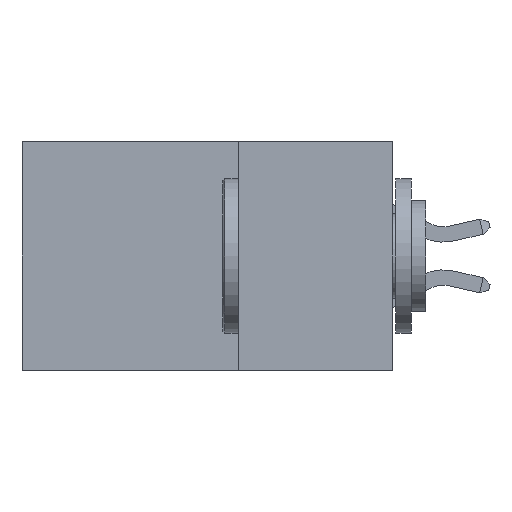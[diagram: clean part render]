
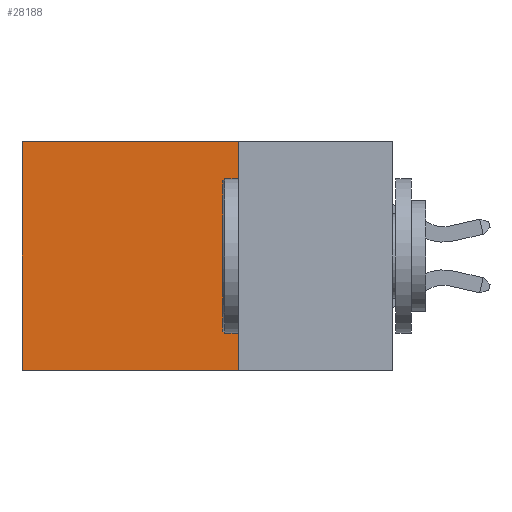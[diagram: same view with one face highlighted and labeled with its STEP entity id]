
A CAD part, left-side view. The second image highlights one B-rep face of the part: STEP entity #28188.
In plain terms, the highlighted planar face has unit normal (-1, 0, 0).
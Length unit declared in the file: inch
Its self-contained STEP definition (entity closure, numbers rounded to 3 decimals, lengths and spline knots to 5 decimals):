
#2235 = ORIENTED_EDGE ( 'NONE', *, *, #18250, .T. ) ;
#5124 = EDGE_LOOP ( 'NONE', ( #2235, #17035, #32108, #12401 ) ) ;
#5194 = VECTOR ( 'NONE', #24561, 39.37008 ) ;
#7275 = LINE ( 'NONE', #17643, #13700 ) ;
#8528 = VERTEX_POINT ( 'NONE', #10631 ) ;
#8873 = VERTEX_POINT ( 'NONE', #10840 ) ;
#10631 = CARTESIAN_POINT ( 'NONE',  ( 0.2875, 0.25, 0. ) ) ;
#10715 = PLANE ( 'NONE',  #33629 ) ;
#10831 = CARTESIAN_POINT ( 'NONE',  ( 0.2875, 0.25, 0. ) ) ;
#10840 = CARTESIAN_POINT ( 'NONE',  ( 0.2875, 0.6, 0. ) ) ;
#10945 = DIRECTION ( 'NONE',  ( 1., 0., 0. ) ) ;
#12199 = CARTESIAN_POINT ( 'NONE',  ( 0.2875, 0.25, -0.37 ) ) ;
#12401 = ORIENTED_EDGE ( 'NONE', *, *, #25088, .T. ) ;
#13550 = CARTESIAN_POINT ( 'NONE',  ( 0.2875, 0.25, 0. ) ) ;
#13700 = VECTOR ( 'NONE', #14984, 39.37008 ) ;
#14857 = LINE ( 'NONE', #15882, #19232 ) ;
#14984 = DIRECTION ( 'NONE',  ( 0., 0., -1. ) ) ;
#15304 = FACE_OUTER_BOUND ( 'NONE', #5124, .T. ) ;
#15882 = CARTESIAN_POINT ( 'NONE',  ( 0.2875, 0.25, 0. ) ) ;
#17035 = ORIENTED_EDGE ( 'NONE', *, *, #23357, .F. ) ;
#17222 = VECTOR ( 'NONE', #28860, 39.37008 ) ;
#17643 = CARTESIAN_POINT ( 'NONE',  ( 0.2875, 0.6, 0. ) ) ;
#18250 = EDGE_CURVE ( 'NONE', #8873, #21482, #7275, .T. ) ;
#19232 = VECTOR ( 'NONE', #23877, 39.37008 ) ;
#19656 = VERTEX_POINT ( 'NONE', #29670 ) ;
#21482 = VERTEX_POINT ( 'NONE', #31762 ) ;
#23357 = EDGE_CURVE ( 'NONE', #19656, #21482, #31075, .T. ) ;
#23877 = DIRECTION ( 'NONE',  ( 0., 0., -1. ) ) ;
#24561 = DIRECTION ( 'NONE',  ( 0., 1., 0. ) ) ;
#25088 = EDGE_CURVE ( 'NONE', #8528, #8873, #26363, .T. ) ;
#26363 = LINE ( 'NONE', #13550, #5194 ) ;
#27614 = DIRECTION ( 'NONE',  ( 0., 0., -1. ) ) ;
#28188 = ADVANCED_FACE ( 'NONE', ( #15304 ), #10715, .F. ) ;
#28860 = DIRECTION ( 'NONE',  ( 0., 1., 0. ) ) ;
#29670 = CARTESIAN_POINT ( 'NONE',  ( 0.2875, 0.25, -0.37 ) ) ;
#31075 = LINE ( 'NONE', #12199, #17222 ) ;
#31643 = EDGE_CURVE ( 'NONE', #8528, #19656, #14857, .T. ) ;
#31762 = CARTESIAN_POINT ( 'NONE',  ( 0.2875, 0.6, -0.37 ) ) ;
#32108 = ORIENTED_EDGE ( 'NONE', *, *, #31643, .F. ) ;
#33629 = AXIS2_PLACEMENT_3D ( 'NONE', #10831, #10945, #27614 ) ;
